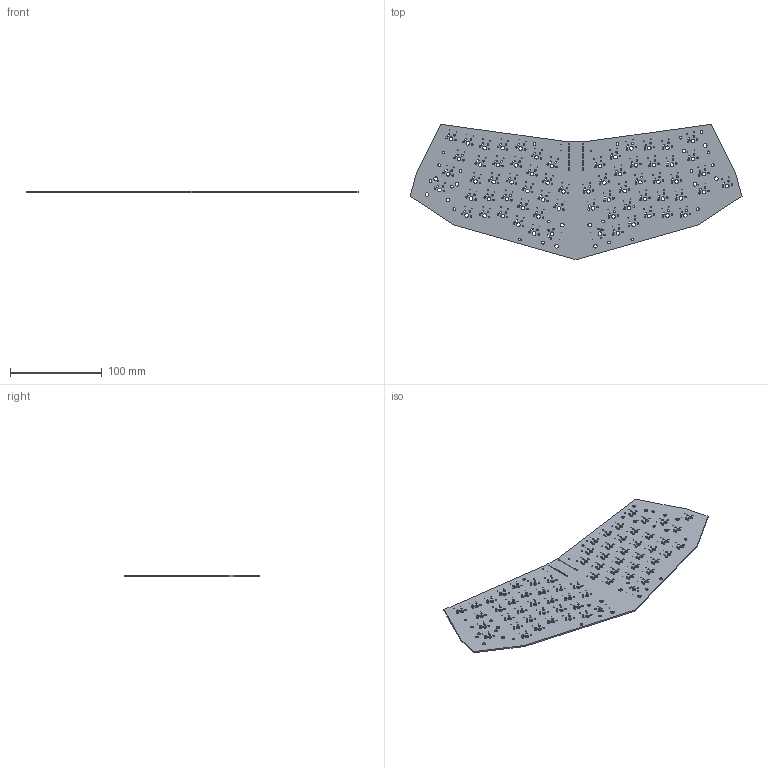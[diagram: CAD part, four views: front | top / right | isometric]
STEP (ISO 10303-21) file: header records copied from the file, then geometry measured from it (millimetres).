
FILE_DESCRIPTION(('KiCad electronic assembly'),'2;1');
FILE_NAME('orgonaut66.step','2019-05-20T20:02:53',('An Author'),( 'A Company'),'Open CASCADE STEP processor 6.8', 'KiCad to STEP converter','Unknown');
FILE_SCHEMA(('AUTOMOTIVE_DESIGN_CC2 { 1 2 10303 214 -1 1 5 4 }'));
Length unit declared in the file: millimetre
Products named in the file (2): Open CASCADE STEP translator 6.8 1; COMPOUND
Assembly tree (1 placements, depth 2):
  Open CASCADE STEP translator 6.8 1
    COMPOUND
Bounding box: 361.95 x 147.64 x 1.6 mm (x, y, z)
Volume: 57614.7 mm3; surface area: 78464.2 mm2
Topology: 1 solids, 1 shells, 930 faces, 2784 edges, 1856 vertices
Faces by surface type: cylinder 653, plane 277
Full cylindrical faces by diameter (mm): 0.7 x132, 0.9 x3, 1.092 x24, 1.702 x132, 2.8 x8, 3.048 x12, 3.988 x78
Entity records: 70277 total; most frequent: DIRECTION 11522, CARTESIAN_POINT 11140, LINE 5740, VECTOR 5740, ORIENTED_EDGE 5568, PCURVE 5568, DEFINITIONAL_REPRESENTATION 5568, EDGE_CURVE 2784
